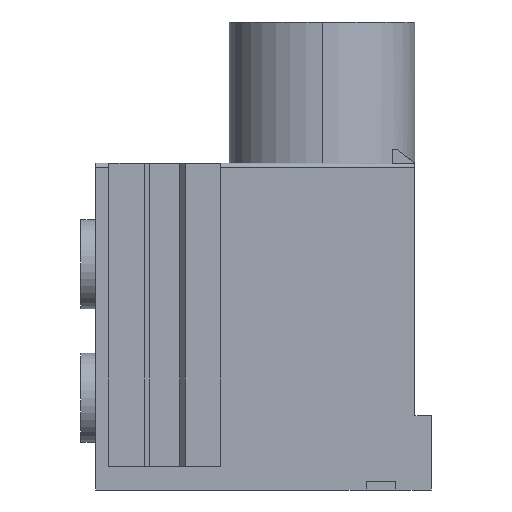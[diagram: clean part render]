
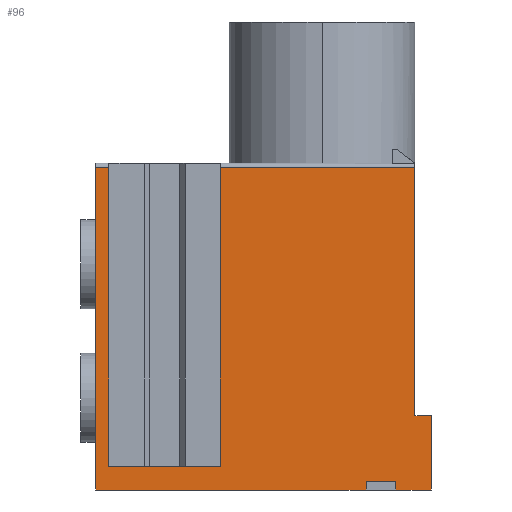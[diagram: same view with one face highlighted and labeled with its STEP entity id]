
A CAD part, left-side view. The second image highlights one B-rep face of the part: STEP entity #96.
In plain terms, the highlighted planar face has unit normal (-1, 0, 0).
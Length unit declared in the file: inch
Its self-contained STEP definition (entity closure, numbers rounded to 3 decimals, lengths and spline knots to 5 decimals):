
#96 = ADVANCED_FACE ( 'NONE', ( #1190 ), #4716, .T. ) ;
#164 = EDGE_CURVE ( 'NONE', #6528, #6532, #1275, .T. ) ;
#474 = CARTESIAN_POINT ( 'NONE',  ( -0.349, 0., -1.1 ) ) ;
#475 = CARTESIAN_POINT ( 'NONE',  ( -0.349, -0.36, -0.015 ) ) ;
#479 = CARTESIAN_POINT ( 'NONE',  ( -0.349, -1.075, -0.015 ) ) ;
#520 = CARTESIAN_POINT ( 'NONE',  ( -0.349, 0., -1.1 ) ) ;
#531 = CARTESIAN_POINT ( 'NONE',  ( -0.349, 0., -0.015 ) ) ;
#535 = DIRECTION ( 'NONE',  ( 0., 0., 1. ) ) ;
#691 = CARTESIAN_POINT ( 'NONE',  ( -0.349, -1.075, -0.85 ) ) ;
#704 = CARTESIAN_POINT ( 'NONE',  ( -0.349, -0.91029, -1.07 ) ) ;
#705 = CARTESIAN_POINT ( 'NONE',  ( -0.349, -0.91029, -1.1 ) ) ;
#707 = CARTESIAN_POINT ( 'NONE',  ( -0.349, -1.01029, -1.07 ) ) ;
#708 = CARTESIAN_POINT ( 'NONE',  ( -0.349, -1.01029, -1.1 ) ) ;
#710 = CARTESIAN_POINT ( 'NONE',  ( -0.349, -1.13, -1.1 ) ) ;
#711 = CARTESIAN_POINT ( 'NONE',  ( -0.349, -1.13, -0.85 ) ) ;
#712 = CARTESIAN_POINT ( 'NONE',  ( -0.349, -0.36, -1.02 ) ) ;
#713 = CARTESIAN_POINT ( 'NONE',  ( -0.349, -0.105, -1.02 ) ) ;
#714 = CARTESIAN_POINT ( 'NONE',  ( -0.349, -0.105, -0.015 ) ) ;
#834 = EDGE_CURVE ( 'NONE', #6362, #6528, #1366, .T. ) ;
#929 = EDGE_CURVE ( 'NONE', #3899, #6495, #1450, .T. ) ;
#930 = EDGE_CURVE ( 'NONE', #3892, #6487, #1451, .T. ) ;
#931 = EDGE_CURVE ( 'NONE', #3892, #3893, #1452, .T. ) ;
#932 = EDGE_CURVE ( 'NONE', #3894, #3893, #1453, .T. ) ;
#933 = EDGE_CURVE ( 'NONE', #3894, #6532, #1454, .T. ) ;
#934 = EDGE_CURVE ( 'NONE', #3895, #6362, #1455, .T. ) ;
#935 = EDGE_CURVE ( 'NONE', #3895, #3896, #1456, .T. ) ;
#936 = EDGE_CURVE ( 'NONE', #3896, #3897, #1457, .T. ) ;
#937 = EDGE_CURVE ( 'NONE', #3897, #3898, #1458, .T. ) ;
#938 = EDGE_CURVE ( 'NONE', #3900, #3899, #1459, .T. ) ;
#939 = EDGE_CURVE ( 'NONE', #3900, #3898, #1460, .T. ) ;
#1190 = FACE_OUTER_BOUND ( 'NONE', #6293, .T. ) ;
#1275 = LINE ( 'NONE', #3344, #5550 ) ;
#1366 = LINE ( 'NONE', #2921, #5994 ) ;
#1450 = LINE ( 'NONE', #2665, #5913 ) ;
#1451 = LINE ( 'NONE', #2663, #5911 ) ;
#1452 = LINE ( 'NONE', #2659, #5907 ) ;
#1453 = LINE ( 'NONE', #2657, #5905 ) ;
#1454 = LINE ( 'NONE', #2655, #5901 ) ;
#1455 = LINE ( 'NONE', #2653, #5897 ) ;
#1456 = LINE ( 'NONE', #2650, #5896 ) ;
#1457 = LINE ( 'NONE', #2646, #5895 ) ;
#1458 = LINE ( 'NONE', #2644, #5892 ) ;
#1459 = LINE ( 'NONE', #2642, #5891 ) ;
#1460 = LINE ( 'NONE', #2640, #5890 ) ;
#1631 = LINE ( 'NONE', #474, #2419 ) ;
#1944 = EDGE_CURVE ( 'NONE', #6495, #6487, #1631, .T. ) ;
#2419 = VECTOR ( 'NONE', #535, 39.37008 ) ;
#2639 = DIRECTION ( 'NONE',  ( 0., -1., 0. ) ) ;
#2640 = CARTESIAN_POINT ( 'NONE',  ( -0.349, -1.075, -1.07 ) ) ;
#2641 = DIRECTION ( 'NONE',  ( 0., 0., -1. ) ) ;
#2642 = CARTESIAN_POINT ( 'NONE',  ( -0.349, -0.91029, -1.1 ) ) ;
#2643 = DIRECTION ( 'NONE',  ( 0., 0., 1. ) ) ;
#2644 = CARTESIAN_POINT ( 'NONE',  ( -0.349, -1.01029, -1.1 ) ) ;
#2645 = DIRECTION ( 'NONE',  ( 0., 1., 0. ) ) ;
#2646 = CARTESIAN_POINT ( 'NONE',  ( -0.349, -1.075, -1.1 ) ) ;
#2647 = DIRECTION ( 'NONE',  ( 0., 0., -1. ) ) ;
#2650 = CARTESIAN_POINT ( 'NONE',  ( -0.349, -1.13, -1.1 ) ) ;
#2652 = DIRECTION ( 'NONE',  ( 0., 1., 0. ) ) ;
#2653 = CARTESIAN_POINT ( 'NONE',  ( -0.349, -1.13, -0.85 ) ) ;
#2654 = DIRECTION ( 'NONE',  ( 0., 0., 1. ) ) ;
#2655 = CARTESIAN_POINT ( 'NONE',  ( -0.349, -0.36, -1.1 ) ) ;
#2656 = DIRECTION ( 'NONE',  ( 0., 1., 0. ) ) ;
#2657 = CARTESIAN_POINT ( 'NONE',  ( -0.349, -1.075, -1.02 ) ) ;
#2658 = DIRECTION ( 'NONE',  ( 0., 0., -1. ) ) ;
#2659 = CARTESIAN_POINT ( 'NONE',  ( -0.349, -0.105, -1.1 ) ) ;
#2662 = DIRECTION ( 'NONE',  ( 0., 1., 0. ) ) ;
#2663 = CARTESIAN_POINT ( 'NONE',  ( -0.349, -1.075, -0.015 ) ) ;
#2664 = DIRECTION ( 'NONE',  ( 0., 1., 0. ) ) ;
#2665 = CARTESIAN_POINT ( 'NONE',  ( -0.349, -1.075, -1.1 ) ) ;
#2920 = DIRECTION ( 'NONE',  ( 0., 0., 1. ) ) ;
#2921 = CARTESIAN_POINT ( 'NONE',  ( -0.349, -1.075, -1.1 ) ) ;
#3343 = DIRECTION ( 'NONE',  ( 0., 1., 0. ) ) ;
#3344 = CARTESIAN_POINT ( 'NONE',  ( -0.349, -1.075, -0.015 ) ) ;
#3511 = ORIENTED_EDGE ( 'NONE', *, *, #938, .F. ) ;
#3512 = ORIENTED_EDGE ( 'NONE', *, *, #937, .F. ) ;
#3513 = ORIENTED_EDGE ( 'NONE', *, *, #939, .T. ) ;
#3514 = ORIENTED_EDGE ( 'NONE', *, *, #936, .F. ) ;
#3515 = ORIENTED_EDGE ( 'NONE', *, *, #935, .F. ) ;
#3516 = ORIENTED_EDGE ( 'NONE', *, *, #934, .T. ) ;
#3517 = ORIENTED_EDGE ( 'NONE', *, *, #834, .T. ) ;
#3518 = ORIENTED_EDGE ( 'NONE', *, *, #933, .F. ) ;
#3519 = ORIENTED_EDGE ( 'NONE', *, *, #164, .T. ) ;
#3520 = ORIENTED_EDGE ( 'NONE', *, *, #931, .F. ) ;
#3521 = ORIENTED_EDGE ( 'NONE', *, *, #932, .T. ) ;
#3522 = ORIENTED_EDGE ( 'NONE', *, *, #930, .T. ) ;
#3523 = ORIENTED_EDGE ( 'NONE', *, *, #1944, .F. ) ;
#3524 = ORIENTED_EDGE ( 'NONE', *, *, #929, .F. ) ;
#3892 = VERTEX_POINT ( 'NONE', #714 ) ;
#3893 = VERTEX_POINT ( 'NONE', #713 ) ;
#3894 = VERTEX_POINT ( 'NONE', #712 ) ;
#3895 = VERTEX_POINT ( 'NONE', #711 ) ;
#3896 = VERTEX_POINT ( 'NONE', #710 ) ;
#3897 = VERTEX_POINT ( 'NONE', #708 ) ;
#3898 = VERTEX_POINT ( 'NONE', #707 ) ;
#3899 = VERTEX_POINT ( 'NONE', #705 ) ;
#3900 = VERTEX_POINT ( 'NONE', #704 ) ;
#4716 = PLANE ( 'NONE',  #5697 ) ;
#4717 = CARTESIAN_POINT ( 'NONE',  ( -0.349, -1.075, -1.1 ) ) ;
#4718 = DIRECTION ( 'NONE',  ( -1., 0., 0. ) ) ;
#4720 = DIRECTION ( 'NONE',  ( 0., 0., 1. ) ) ;
#5550 = VECTOR ( 'NONE', #3343, 39.37008 ) ;
#5697 = AXIS2_PLACEMENT_3D ( 'NONE', #4717, #4718, #4720 ) ;
#5890 = VECTOR ( 'NONE', #2639, 39.37008 ) ;
#5891 = VECTOR ( 'NONE', #2641, 39.37008 ) ;
#5892 = VECTOR ( 'NONE', #2643, 39.37008 ) ;
#5895 = VECTOR ( 'NONE', #2645, 39.37008 ) ;
#5896 = VECTOR ( 'NONE', #2647, 39.37008 ) ;
#5897 = VECTOR ( 'NONE', #2652, 39.37008 ) ;
#5901 = VECTOR ( 'NONE', #2654, 39.37008 ) ;
#5905 = VECTOR ( 'NONE', #2656, 39.37008 ) ;
#5907 = VECTOR ( 'NONE', #2658, 39.37008 ) ;
#5911 = VECTOR ( 'NONE', #2662, 39.37008 ) ;
#5913 = VECTOR ( 'NONE', #2664, 39.37008 ) ;
#5994 = VECTOR ( 'NONE', #2920, 39.37008 ) ;
#6293 = EDGE_LOOP ( 'NONE', ( #3511, #3513, #3512, #3514, #3515, #3516, #3517, #3519, #3518, #3521, #3520, #3522, #3523, #3524 ) ) ;
#6362 = VERTEX_POINT ( 'NONE', #691 ) ;
#6487 = VERTEX_POINT ( 'NONE', #531 ) ;
#6495 = VERTEX_POINT ( 'NONE', #520 ) ;
#6528 = VERTEX_POINT ( 'NONE', #479 ) ;
#6532 = VERTEX_POINT ( 'NONE', #475 ) ;
